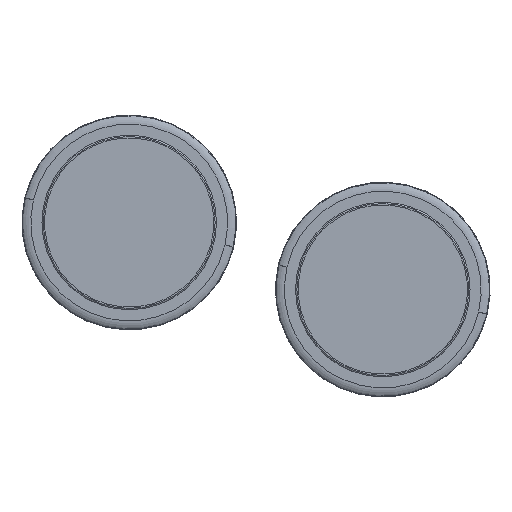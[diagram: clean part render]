
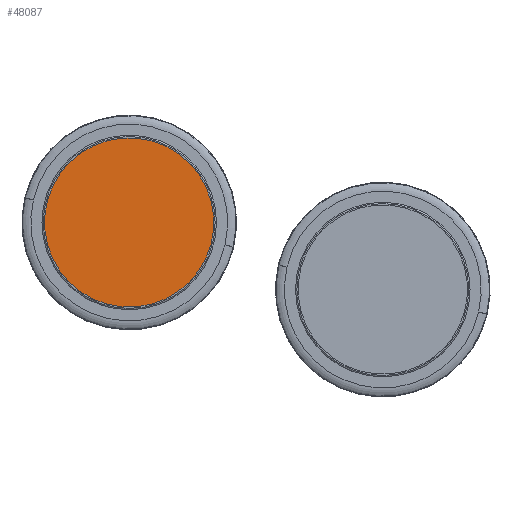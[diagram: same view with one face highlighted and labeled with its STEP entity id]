
A CAD part, front view. The second image highlights one B-rep face of the part: STEP entity #48087.
In plain terms, the highlighted planar face has unit normal (0, -1, 0).
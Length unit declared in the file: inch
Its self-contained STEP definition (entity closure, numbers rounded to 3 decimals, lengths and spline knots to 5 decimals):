
#1227 = DIRECTION ( 'NONE',  ( 0.818, 0., 0.575 ) ) ;
#2118 = CARTESIAN_POINT ( 'NONE',  ( 7.42428, 12.47085, 34.11224 ) ) ;
#14796 = EDGE_CURVE ( 'NONE', #121981, #155736, #27748, .T. ) ;
#27748 = CIRCLE ( 'NONE', #107625, 6.30315 ) ;
#33056 = DIRECTION ( 'NONE',  ( 0., 1., 0. ) ) ;
#37082 = FACE_OUTER_BOUND ( 'NONE', #162273, .T. ) ;
#48087 = ADVANCED_FACE ( 'NONE', ( #37082 ), #75519, .F. ) ;
#51340 = DIRECTION ( 'NONE',  ( 0., 1., 0. ) ) ;
#52004 = CARTESIAN_POINT ( 'NONE',  ( 2.26706, 12.47085, 30.48832 ) ) ;
#66253 = AXIS2_PLACEMENT_3D ( 'NONE', #122667, #51340, #146720 ) ;
#69528 = EDGE_CURVE ( 'NONE', #155736, #121981, #79744, .T. ) ;
#73217 = CARTESIAN_POINT ( 'NONE',  ( 7.42428, 12.47085, 34.11224 ) ) ;
#75519 = PLANE ( 'NONE',  #66253 ) ;
#75845 = ORIENTED_EDGE ( 'NONE', *, *, #69528, .F. ) ;
#79744 = CIRCLE ( 'NONE', #119627, 6.30315 ) ;
#107625 = AXIS2_PLACEMENT_3D ( 'NONE', #73217, #33056, #128498 ) ;
#109665 = CARTESIAN_POINT ( 'NONE',  ( 12.5815, 12.47085, 37.73615 ) ) ;
#119627 = AXIS2_PLACEMENT_3D ( 'NONE', #2118, #166224, #1227 ) ;
#121981 = VERTEX_POINT ( 'NONE', #52004 ) ;
#122667 = CARTESIAN_POINT ( 'NONE',  ( 7.42428, 12.47085, 34.11224 ) ) ;
#128498 = DIRECTION ( 'NONE',  ( 0.818, 0., 0.575 ) ) ;
#146720 = DIRECTION ( 'NONE',  ( 0.575, 0., -0.818 ) ) ;
#147966 = ORIENTED_EDGE ( 'NONE', *, *, #14796, .F. ) ;
#155736 = VERTEX_POINT ( 'NONE', #109665 ) ;
#162273 = EDGE_LOOP ( 'NONE', ( #147966, #75845 ) ) ;
#166224 = DIRECTION ( 'NONE',  ( 0., 1., 0. ) ) ;
